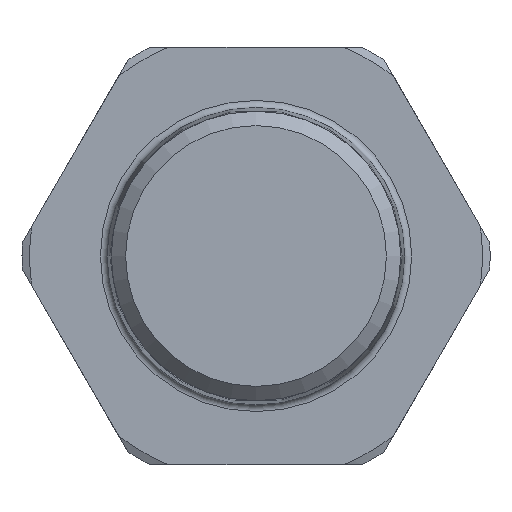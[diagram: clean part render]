
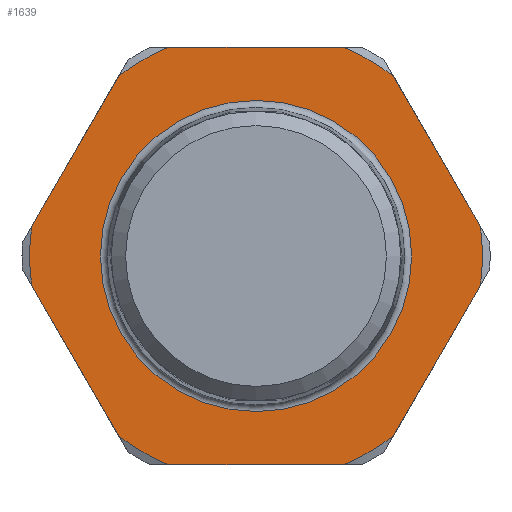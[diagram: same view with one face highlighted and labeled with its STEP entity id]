
A CAD part, left-side view. The second image highlights one B-rep face of the part: STEP entity #1639.
In plain terms, the highlighted planar face has unit normal (-1, 0, 0).
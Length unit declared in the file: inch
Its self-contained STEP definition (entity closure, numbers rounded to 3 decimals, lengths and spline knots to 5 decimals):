
#36=FACE_BOUND('',#417,.T.);
#131=LINE('',#2911,#195);
#134=LINE('',#2937,#198);
#137=LINE('',#2963,#201);
#140=LINE('',#2989,#204);
#143=LINE('',#3007,#207);
#146=LINE('',#3044,#210);
#195=VECTOR('',#2261,0.3937);
#198=VECTOR('',#2266,0.3937);
#201=VECTOR('',#2271,0.3937);
#204=VECTOR('',#2276,0.3937);
#207=VECTOR('',#2281,0.3937);
#210=VECTOR('',#2286,0.3937);
#326=FACE_OUTER_BOUND('',#416,.T.);
#416=EDGE_LOOP('',(#1368,#1369,#1370,#1371,#1372,#1373,#1374,#1375,#1376,
#1377,#1378,#1379));
#417=EDGE_LOOP('',(#1380,#1381));
#526=CIRCLE('',#1843,0.63976);
#528=CIRCLE('',#1846,0.63976);
#529=CIRCLE('',#1848,0.63976);
#532=CIRCLE('',#1852,0.63976);
#533=CIRCLE('',#1854,0.63976);
#539=CIRCLE('',#1862,0.63976);
#540=CIRCLE('',#1863,0.43976);
#541=CIRCLE('',#1864,0.43976);
#681=VERTEX_POINT('',#2908);
#682=VERTEX_POINT('',#2910);
#685=VERTEX_POINT('',#2934);
#686=VERTEX_POINT('',#2936);
#689=VERTEX_POINT('',#2960);
#690=VERTEX_POINT('',#2962);
#693=VERTEX_POINT('',#2986);
#694=VERTEX_POINT('',#2988);
#697=VERTEX_POINT('',#3004);
#698=VERTEX_POINT('',#3006);
#702=VERTEX_POINT('',#3041);
#703=VERTEX_POINT('',#3043);
#706=VERTEX_POINT('',#3070);
#707=VERTEX_POINT('',#3071);
#899=EDGE_CURVE('',#682,#681,#131,.T.);
#903=EDGE_CURVE('',#686,#685,#134,.T.);
#907=EDGE_CURVE('',#690,#689,#137,.T.);
#911=EDGE_CURVE('',#694,#693,#140,.T.);
#915=EDGE_CURVE('',#698,#697,#143,.T.);
#920=EDGE_CURVE('',#703,#702,#146,.T.);
#923=EDGE_CURVE('',#703,#693,#526,.T.);
#925=EDGE_CURVE('',#694,#689,#528,.T.);
#926=EDGE_CURVE('',#686,#697,#529,.T.);
#929=EDGE_CURVE('',#690,#685,#532,.T.);
#930=EDGE_CURVE('',#682,#702,#533,.T.);
#936=EDGE_CURVE('',#698,#681,#539,.T.);
#937=EDGE_CURVE('',#706,#707,#540,.T.);
#938=EDGE_CURVE('',#707,#706,#541,.T.);
#1368=ORIENTED_EDGE('',*,*,#899,.T.);
#1369=ORIENTED_EDGE('',*,*,#936,.F.);
#1370=ORIENTED_EDGE('',*,*,#915,.T.);
#1371=ORIENTED_EDGE('',*,*,#926,.F.);
#1372=ORIENTED_EDGE('',*,*,#903,.T.);
#1373=ORIENTED_EDGE('',*,*,#929,.F.);
#1374=ORIENTED_EDGE('',*,*,#907,.T.);
#1375=ORIENTED_EDGE('',*,*,#925,.F.);
#1376=ORIENTED_EDGE('',*,*,#911,.T.);
#1377=ORIENTED_EDGE('',*,*,#923,.F.);
#1378=ORIENTED_EDGE('',*,*,#920,.T.);
#1379=ORIENTED_EDGE('',*,*,#930,.F.);
#1380=ORIENTED_EDGE('',*,*,#937,.T.);
#1381=ORIENTED_EDGE('',*,*,#938,.T.);
#1467=PLANE('',#1861);
#1639=ADVANCED_FACE('',(#326,#36),#1467,.T.);
#1843=AXIS2_PLACEMENT_3D('',#3048,#2292,#2293);
#1846=AXIS2_PLACEMENT_3D('',#3051,#2298,#2299);
#1848=AXIS2_PLACEMENT_3D('',#3053,#2302,#2303);
#1852=AXIS2_PLACEMENT_3D('',#3057,#2310,#2311);
#1854=AXIS2_PLACEMENT_3D('',#3059,#2314,#2315);
#1861=AXIS2_PLACEMENT_3D('',#3068,#2328,#2329);
#1862=AXIS2_PLACEMENT_3D('',#3069,#2330,#2331);
#1863=AXIS2_PLACEMENT_3D('',#3072,#2332,#2333);
#1864=AXIS2_PLACEMENT_3D('',#3073,#2334,#2335);
#2261=DIRECTION('',(0.,0.5,0.866));
#2266=DIRECTION('',(0.,0.5,-0.866));
#2271=DIRECTION('',(0.,-0.5,-0.866));
#2276=DIRECTION('',(0.,-1.,0.));
#2281=DIRECTION('',(0.,1.,0.));
#2286=DIRECTION('',(0.,-0.5,0.866));
#2292=DIRECTION('center_axis',(1.,0.,0.));
#2293=DIRECTION('ref_axis',(0.,0.,-1.));
#2298=DIRECTION('center_axis',(1.,0.,0.));
#2299=DIRECTION('ref_axis',(0.,0.,-1.));
#2302=DIRECTION('center_axis',(1.,0.,0.));
#2303=DIRECTION('ref_axis',(0.,0.,-1.));
#2310=DIRECTION('center_axis',(1.,0.,0.));
#2311=DIRECTION('ref_axis',(0.,0.,-1.));
#2314=DIRECTION('center_axis',(1.,0.,0.));
#2315=DIRECTION('ref_axis',(0.,0.,-1.));
#2328=DIRECTION('center_axis',(-1.,0.,0.));
#2329=DIRECTION('ref_axis',(0.,0.,
1.));
#2330=DIRECTION('center_axis',(1.,0.,0.));
#2331=DIRECTION('ref_axis',(0.,0.,-1.));
#2332=DIRECTION('center_axis',(1.,0.,0.));
#2333=DIRECTION('ref_axis',(0.,0.,-1.));
#2334=DIRECTION('center_axis',(1.,0.,0.));
#2335=DIRECTION('ref_axis',(0.,0.,-1.));
#2908=CARTESIAN_POINT('',(-0.6122,-0.3884,0.50837));
#2910=CARTESIAN_POINT('',(-0.6122,-0.63446,0.08218));
#2911=CARTESIAN_POINT('',(-0.6122,-0.49298,0.32724));
#2934=CARTESIAN_POINT('',(-0.6122,0.63446,0.08218));
#2936=CARTESIAN_POINT('',(-0.6122,0.3884,0.50837));
#2937=CARTESIAN_POINT('',(-0.6122,0.52989,0.26331));
#2960=CARTESIAN_POINT('',(-0.6122,0.3884,-0.50837));
#2962=CARTESIAN_POINT('',(-0.6122,0.63446,-0.08218));
#2963=CARTESIAN_POINT('',(-0.6122,0.65292,-0.05021));
#2986=CARTESIAN_POINT('',(-0.6122,-0.24606,-0.59055));
#2988=CARTESIAN_POINT('',(-0.6122,0.24606,-0.59055));
#2989=CARTESIAN_POINT('',(-0.6122,0.44291,-0.59055));
#3004=CARTESIAN_POINT('',(-0.6122,0.24606,0.59055));
#3006=CARTESIAN_POINT('',(-0.6122,-0.24606,0.59055));
#3007=CARTESIAN_POINT('',(-0.6122,0.19685,0.59055));
#3041=CARTESIAN_POINT('',(-0.6122,-0.63446,-0.08218));
#3043=CARTESIAN_POINT('',(-0.6122,-0.3884,-0.50837));
#3044=CARTESIAN_POINT('',(-0.6122,-0.36995,-0.54034));
#3048=CARTESIAN_POINT('Origin',(-0.6122,0.,
0.));
#3051=CARTESIAN_POINT('Origin',(-0.6122,0.,
0.));
#3053=CARTESIAN_POINT('Origin',(-0.6122,0.,
0.));
#3057=CARTESIAN_POINT('Origin',(-0.6122,0.,
0.));
#3059=CARTESIAN_POINT('Origin',(-0.6122,0.,
0.));
#3068=CARTESIAN_POINT('Origin',(-0.6122,0.63976,0.));
#3069=CARTESIAN_POINT('Origin',(-0.6122,0.,
0.));
#3070=CARTESIAN_POINT('',(-0.6122,0.43976,0.));
#3071=CARTESIAN_POINT('',(-0.6122,0.,0.43976));
#3072=CARTESIAN_POINT('Origin',(-0.6122,0.,
0.));
#3073=CARTESIAN_POINT('Origin',(-0.6122,0.,
0.));
